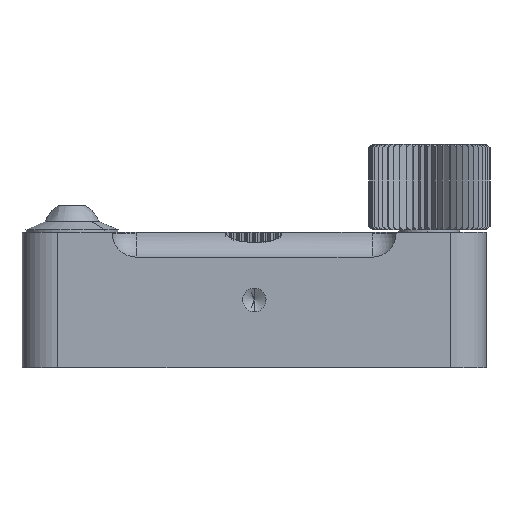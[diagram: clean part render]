
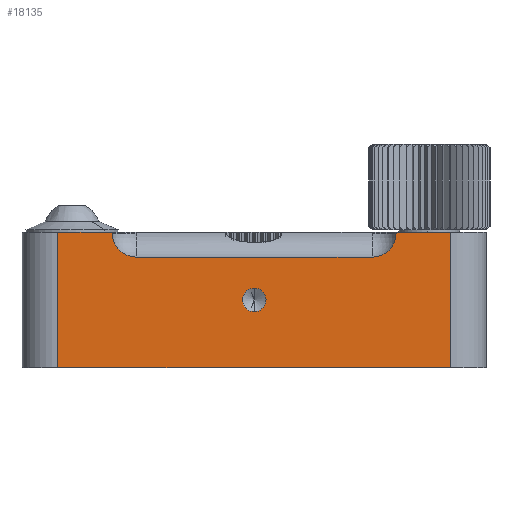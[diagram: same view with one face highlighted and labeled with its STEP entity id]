
A CAD part, front view. The second image highlights one B-rep face of the part: STEP entity #18135.
In plain terms, the highlighted planar face has unit normal (0, -1, 0).
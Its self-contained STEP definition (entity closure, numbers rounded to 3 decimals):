
#512 = CIRCLE ( 'NONE', #101722, 3.354 ) ;
#1407 = DIRECTION ( 'NONE',  ( 0., 0., -1. ) ) ;
#3908 = VERTEX_POINT ( 'NONE', #118348 ) ;
#5012 = VECTOR ( 'NONE', #93489, 1000. ) ;
#5491 = LINE ( 'NONE', #134337, #5012 ) ;
#6586 = ORIENTED_EDGE ( 'NONE', *, *, #98914, .T. ) ;
#6805 = VECTOR ( 'NONE', #78351, 1000. ) ;
#7416 = VECTOR ( 'NONE', #132823, 1000. ) ;
#12754 = VERTEX_POINT ( 'NONE', #58801 ) ;
#14043 = DIRECTION ( 'NONE',  ( 0., 1., 0. ) ) ;
#14927 = AXIS2_PLACEMENT_3D ( 'NONE', #37862, #35058, #80878 ) ;
#15600 = CARTESIAN_POINT ( 'NONE',  ( 27.5, -32.5, -19. ) ) ;
#18135 = ADVANCED_FACE ( 'NONE', ( #107758, #97893 ), #87325, .T. ) ;
#19052 = AXIS2_PLACEMENT_3D ( 'NONE', #81043, #123956, #121867 ) ;
#20054 = ORIENTED_EDGE ( 'NONE', *, *, #93332, .T. ) ;
#20413 = VERTEX_POINT ( 'NONE', #100343 ) ;
#21787 = VERTEX_POINT ( 'NONE', #82571 ) ;
#21993 = CIRCLE ( 'NONE', #31053, 1.65 ) ;
#24649 = VERTEX_POINT ( 'NONE', #46018 ) ;
#25722 = EDGE_CURVE ( 'NONE', #109647, #3908, #5491, .T. ) ;
#26054 = DIRECTION ( 'NONE',  ( 0., 0., -1. ) ) ;
#27146 = VECTOR ( 'NONE', #138498, 1000. ) ;
#28481 = CARTESIAN_POINT ( 'NONE',  ( -27.5, -32.5, -19. ) ) ;
#31053 = AXIS2_PLACEMENT_3D ( 'NONE', #122545, #112005, #26054 ) ;
#31449 = CARTESIAN_POINT ( 'NONE',  ( -27.5, -32.5, 0. ) ) ;
#32349 = ORIENTED_EDGE ( 'NONE', *, *, #88417, .F. ) ;
#33340 = EDGE_CURVE ( 'NONE', #45004, #21787, #117013, .T. ) ;
#35058 = DIRECTION ( 'NONE',  ( 0., -1., 0. ) ) ;
#35915 = ORIENTED_EDGE ( 'NONE', *, *, #72980, .T. ) ;
#37862 = CARTESIAN_POINT ( 'NONE',  ( 0., -32.5, -9.5 ) ) ;
#39290 = LINE ( 'NONE', #51970, #117804 ) ;
#43845 = CARTESIAN_POINT ( 'NONE',  ( -27.5, -32.5, -19. ) ) ;
#44700 = VERTEX_POINT ( 'NONE', #139370 ) ;
#45004 = VERTEX_POINT ( 'NONE', #92804 ) ;
#46018 = CARTESIAN_POINT ( 'NONE',  ( 0., -32.5, -7.85 ) ) ;
#49943 = VERTEX_POINT ( 'NONE', #124412 ) ;
#51970 = CARTESIAN_POINT ( 'NONE',  ( -27.5, -32.5, -3.504 ) ) ;
#52967 = DIRECTION ( 'NONE',  ( 0., 0., -1. ) ) ;
#55046 = EDGE_CURVE ( 'NONE', #49943, #24649, #21993, .T. ) ;
#55906 = ORIENTED_EDGE ( 'NONE', *, *, #33340, .T. ) ;
#58801 = CARTESIAN_POINT ( 'NONE',  ( 19.851, -32.5, 0. ) ) ;
#60893 = CIRCLE ( 'NONE', #65322, 3.354 ) ;
#63178 = ORIENTED_EDGE ( 'NONE', *, *, #75050, .T. ) ;
#65064 = CARTESIAN_POINT ( 'NONE',  ( -16.5, -32.5, -3.504 ) ) ;
#65322 = AXIS2_PLACEMENT_3D ( 'NONE', #97938, #14043, #90121 ) ;
#65497 = CARTESIAN_POINT ( 'NONE',  ( -27.5, -32.5, -19. ) ) ;
#66176 = DIRECTION ( 'NONE',  ( 0., -1., 0. ) ) ;
#72980 = EDGE_CURVE ( 'NONE', #134446, #82112, #512, .T. ) ;
#74149 = CARTESIAN_POINT ( 'NONE',  ( -16.5, -32.5, -0.15 ) ) ;
#74272 = EDGE_CURVE ( 'NONE', #12754, #44700, #122256, .T. ) ;
#75050 = EDGE_CURVE ( 'NONE', #21787, #134446, #39290, .T. ) ;
#75388 = EDGE_LOOP ( 'NONE', ( #134776, #32349 ) ) ;
#78351 = DIRECTION ( 'NONE',  ( 0., 0., 1. ) ) ;
#80387 = ORIENTED_EDGE ( 'NONE', *, *, #93851, .T. ) ;
#80878 = DIRECTION ( 'NONE',  ( 0., 0., -1. ) ) ;
#81043 = CARTESIAN_POINT ( 'NONE',  ( 16.5, -32.5, -0.15 ) ) ;
#82112 = VERTEX_POINT ( 'NONE', #83227 ) ;
#82571 = CARTESIAN_POINT ( 'NONE',  ( 16.5, -32.5, -3.504 ) ) ;
#82611 = CARTESIAN_POINT ( 'NONE',  ( 16.5, -32.5, -0.15 ) ) ;
#83227 = CARTESIAN_POINT ( 'NONE',  ( -19.854, -32.5, -0.15 ) ) ;
#83463 = DIRECTION ( 'NONE',  ( 1., 0., 0. ) ) ;
#85203 = ORIENTED_EDGE ( 'NONE', *, *, #129902, .F. ) ;
#87325 = PLANE ( 'NONE',  #138629 ) ;
#88417 = EDGE_CURVE ( 'NONE', #24649, #49943, #136377, .T. ) ;
#90121 = DIRECTION ( 'NONE',  ( 0., 0., -1. ) ) ;
#92804 = CARTESIAN_POINT ( 'NONE',  ( 19.854, -32.5, -0.15 ) ) ;
#93332 = EDGE_CURVE ( 'NONE', #104576, #44700, #99476, .T. ) ;
#93374 = ORIENTED_EDGE ( 'NONE', *, *, #74272, .F. ) ;
#93489 = DIRECTION ( 'NONE',  ( 0., 0., 1. ) ) ;
#93851 = EDGE_CURVE ( 'NONE', #82112, #20413, #60893, .T. ) ;
#96287 = LINE ( 'NONE', #31449, #27146 ) ;
#97893 = FACE_OUTER_BOUND ( 'NONE', #121210, .T. ) ;
#97938 = CARTESIAN_POINT ( 'NONE',  ( -16.5, -32.5, -0.15 ) ) ;
#98914 = EDGE_CURVE ( 'NONE', #109647, #104576, #106671, .T. ) ;
#99476 = LINE ( 'NONE', #15600, #6805 ) ;
#100343 = CARTESIAN_POINT ( 'NONE',  ( -19.851, -32.5, 0. ) ) ;
#101722 = AXIS2_PLACEMENT_3D ( 'NONE', #74149, #126929, #52967 ) ;
#103030 = DIRECTION ( 'NONE',  ( 0., 1., 0. ) ) ;
#104576 = VERTEX_POINT ( 'NONE', #124033 ) ;
#106671 = LINE ( 'NONE', #28481, #125979 ) ;
#107758 = FACE_BOUND ( 'NONE', #75388, .T. ) ;
#109647 = VERTEX_POINT ( 'NONE', #43845 ) ;
#110334 = CARTESIAN_POINT ( 'NONE',  ( -27.5, -32.5, 0. ) ) ;
#110648 = ORIENTED_EDGE ( 'NONE', *, *, #117152, .T. ) ;
#111341 = CIRCLE ( 'NONE', #19052, 3.354 ) ;
#112005 = DIRECTION ( 'NONE',  ( 0., -1., 0. ) ) ;
#112190 = DIRECTION ( 'NONE',  ( 0., 0., -1. ) ) ;
#113569 = ORIENTED_EDGE ( 'NONE', *, *, #25722, .F. ) ;
#117013 = CIRCLE ( 'NONE', #132749, 3.354 ) ;
#117152 = EDGE_CURVE ( 'NONE', #12754, #45004, #111341, .T. ) ;
#117804 = VECTOR ( 'NONE', #138567, 1000. ) ;
#118348 = CARTESIAN_POINT ( 'NONE',  ( -27.5, -32.5, 0. ) ) ;
#121210 = EDGE_LOOP ( 'NONE', ( #63178, #35915, #80387, #85203, #113569, #6586, #20054, #93374, #110648, #55906 ) ) ;
#121867 = DIRECTION ( 'NONE',  ( 0., 0., -1. ) ) ;
#122256 = LINE ( 'NONE', #110334, #7416 ) ;
#122545 = CARTESIAN_POINT ( 'NONE',  ( 0., -32.5, -9.5 ) ) ;
#123956 = DIRECTION ( 'NONE',  ( 0., 1., 0. ) ) ;
#124033 = CARTESIAN_POINT ( 'NONE',  ( 27.5, -32.5, -19. ) ) ;
#124412 = CARTESIAN_POINT ( 'NONE',  ( 0., -32.5, -11.15 ) ) ;
#125979 = VECTOR ( 'NONE', #83463, 1000. ) ;
#126929 = DIRECTION ( 'NONE',  ( 0., 1., 0. ) ) ;
#129902 = EDGE_CURVE ( 'NONE', #3908, #20413, #96287, .T. ) ;
#132749 = AXIS2_PLACEMENT_3D ( 'NONE', #82611, #103030, #112190 ) ;
#132823 = DIRECTION ( 'NONE',  ( 1., 0., 0. ) ) ;
#134337 = CARTESIAN_POINT ( 'NONE',  ( -27.5, -32.5, -19. ) ) ;
#134446 = VERTEX_POINT ( 'NONE', #65064 ) ;
#134776 = ORIENTED_EDGE ( 'NONE', *, *, #55046, .F. ) ;
#136377 = CIRCLE ( 'NONE', #14927, 1.65 ) ;
#138498 = DIRECTION ( 'NONE',  ( 1., 0., 0. ) ) ;
#138567 = DIRECTION ( 'NONE',  ( -1., 0., 0. ) ) ;
#138629 = AXIS2_PLACEMENT_3D ( 'NONE', #65497, #66176, #1407 ) ;
#139370 = CARTESIAN_POINT ( 'NONE',  ( 27.5, -32.5, 0. ) ) ;
